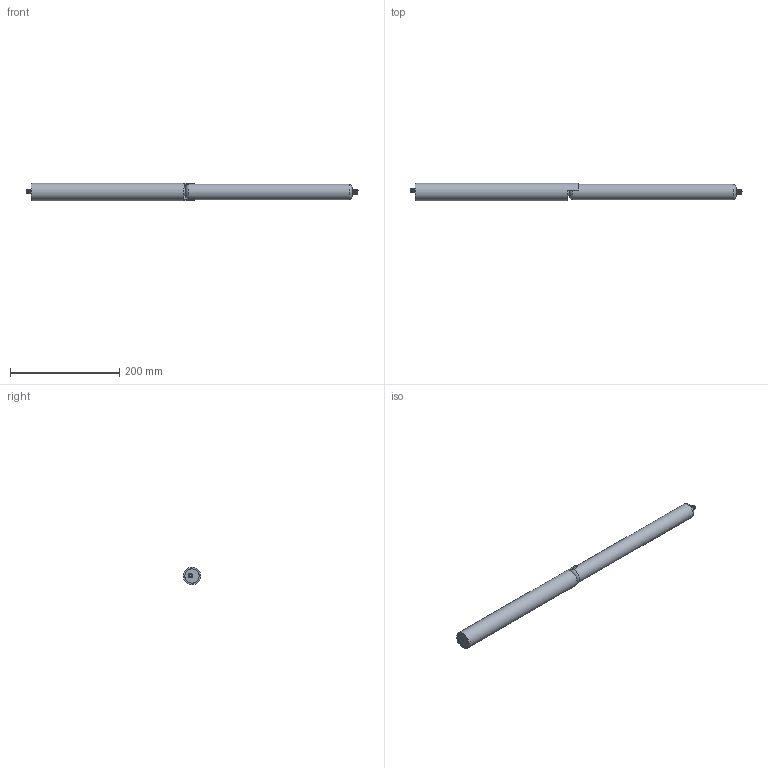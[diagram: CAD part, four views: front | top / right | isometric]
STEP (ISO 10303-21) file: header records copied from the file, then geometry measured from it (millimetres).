
FILE_DESCRIPTION(/* description */ (''),/* implementation_level */ '2;1');
FILE_NAME(/* name */ 'GP_10_23_250_1_587_Steel.stp',/* time_stamp */ '2024-05-30T13:44:59+03:00',/* author */ (''),/* organization */ (''),/* preprocessor_version */ 'ST-DEVELOPER v16',/* originating_system */ 'SIEMENS PLM Software NX 11.0',/* authorisation */ '');
FILE_SCHEMA (('AUTOMOTIVE_DESIGN { 1 0 10303 214 3 1 1 1 }'));
Length unit declared in the file: millimetre
Products named in the file (7): locking tube; washer; thread cylinder; thread rod; rod; cylinder; G_10_23_150_1_345_Steel
Assembly tree (6 placements, depth 2):
  G_10_23_150_1_345_Steel
    cylinder
    rod
    thread rod
    thread cylinder
    washer
    locking tube
Bounding box: 606.5 x 31.98 x 31.98 mm (x, y, z)
Volume: 278553.1 mm3; surface area: 100181.8 mm2
Topology: 6 solids, 6 shells, 51 faces, 101 edges, 63 vertices
Faces by surface type: plane 18, cylinder 17, cone 8, bspline 5, torus 2, sphere 1
Full cylindrical faces by diameter (mm): 8.2 x1, 10 x2, 11.4 x1, 14 x1, 18 x2, 23.5 x1, 26 x2, 28 x1, 29 x1, 32 x1
Entity records: 6958 total; most frequent: CARTESIAN_POINT 5916, DIRECTION 194, ORIENTED_EDGE 132, AXIS2_PLACEMENT_3D 93, EDGE_LOOP 78, EDGE_CURVE 66, FACE_BOUND 60, VERTEX_POINT 55
